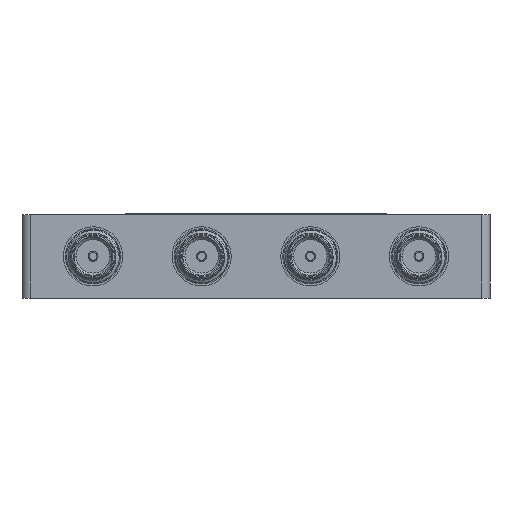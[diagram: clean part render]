
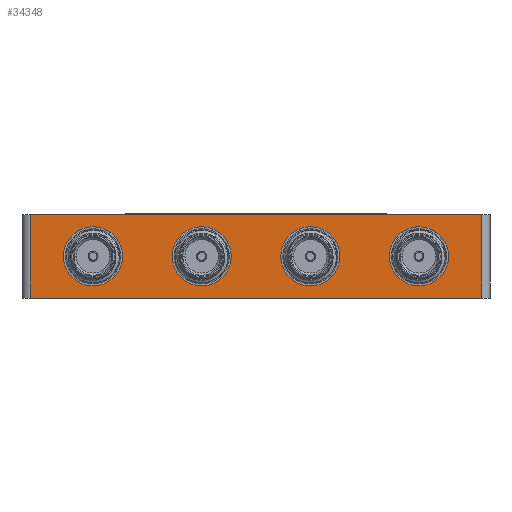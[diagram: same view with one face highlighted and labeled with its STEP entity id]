
A CAD part, front view. The second image highlights one B-rep face of the part: STEP entity #34348.
In plain terms, the highlighted planar face has unit normal (0, -1, 0).
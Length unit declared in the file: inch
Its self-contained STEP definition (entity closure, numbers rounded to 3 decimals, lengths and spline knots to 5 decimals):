
#64 = CARTESIAN_POINT ( 'NONE',  ( -0.39515, -1.9685, 0. ) ) ;
#862 = CIRCLE ( 'NONE', #12317, 0.13924 ) ;
#1013 = CARTESIAN_POINT ( 'NONE',  ( -1.10236, -1.9685, 0.19685 ) ) ;
#1589 = CIRCLE ( 'NONE', #27390, 0.13924 ) ;
#1906 = VERTEX_POINT ( 'NONE', #27793 ) ;
#1922 = EDGE_CURVE ( 'NONE', #11896, #1906, #8728, .T. ) ;
#2346 = VERTEX_POINT ( 'NONE', #16056 ) ;
#2596 = CARTESIAN_POINT ( 'NONE',  ( -1.10236, -1.9685, -0.19685 ) ) ;
#3220 = EDGE_LOOP ( 'NONE', ( #10516, #30918 ) ) ;
#3642 = EDGE_CURVE ( 'NONE', #1906, #11896, #7355, .T. ) ;
#3836 = EDGE_CURVE ( 'NONE', #25989, #5381, #40440, .T. ) ;
#4897 = VERTEX_POINT ( 'NONE', #43572 ) ;
#4907 = CARTESIAN_POINT ( 'NONE',  ( -1.06236, -1.9685, 0.19685 ) ) ;
#5381 = VERTEX_POINT ( 'NONE', #17497 ) ;
#5445 = DIRECTION ( 'NONE',  ( 1., 0., 0. ) ) ;
#5695 = DIRECTION ( 'NONE',  ( 0., -1., 0. ) ) ;
#6244 = AXIS2_PLACEMENT_3D ( 'NONE', #10908, #28378, #17414 ) ;
#6812 = DIRECTION ( 'NONE',  ( 0., 0., -1. ) ) ;
#6839 = CARTESIAN_POINT ( 'NONE',  ( -0.25591, -1.9685, 0. ) ) ;
#7355 = CIRCLE ( 'NONE', #15211, 0.13924 ) ;
#8008 = DIRECTION ( 'NONE',  ( 0., -1., 0. ) ) ;
#8182 = EDGE_LOOP ( 'NONE', ( #15676, #24501, #39991, #42416 ) ) ;
#8371 = EDGE_CURVE ( 'NONE', #10137, #32162, #31417, .T. ) ;
#8728 = CIRCLE ( 'NONE', #11609, 0.13924 ) ;
#8846 = DIRECTION ( 'NONE',  ( 1., 0., 0. ) ) ;
#9298 = CARTESIAN_POINT ( 'NONE',  ( -1.06236, -1.9685, 0.19685 ) ) ;
#9723 = DIRECTION ( 'NONE',  ( 0., -1., 0. ) ) ;
#9960 = LINE ( 'NONE', #9298, #20256 ) ;
#10137 = VERTEX_POINT ( 'NONE', #64 ) ;
#10516 = ORIENTED_EDGE ( 'NONE', *, *, #1922, .F. ) ;
#10535 = DIRECTION ( 'NONE',  ( 1., 0., 0. ) ) ;
#10908 = CARTESIAN_POINT ( 'NONE',  ( 0.25591, -1.9685, 0. ) ) ;
#11609 = AXIS2_PLACEMENT_3D ( 'NONE', #17248, #41234, #23980 ) ;
#11896 = VERTEX_POINT ( 'NONE', #31971 ) ;
#12317 = AXIS2_PLACEMENT_3D ( 'NONE', #40416, #9723, #10535 ) ;
#12373 = VECTOR ( 'NONE', #37082, 39.37008 ) ;
#13098 = LINE ( 'NONE', #36620, #38737 ) ;
#13106 = CARTESIAN_POINT ( 'NONE',  ( -0.90696, -1.9685, 0. ) ) ;
#14720 = DIRECTION ( 'NONE',  ( 1., 0., 0. ) ) ;
#14847 = EDGE_CURVE ( 'NONE', #24891, #5381, #13098, .T. ) ;
#14861 = CARTESIAN_POINT ( 'NONE',  ( -0.76772, -1.9685, 0. ) ) ;
#14888 = PLANE ( 'NONE',  #19923 ) ;
#15211 = AXIS2_PLACEMENT_3D ( 'NONE', #19134, #5695, #8846 ) ;
#15676 = ORIENTED_EDGE ( 'NONE', *, *, #16896, .T. ) ;
#16056 = CARTESIAN_POINT ( 'NONE',  ( -0.62848, -1.9685, 0. ) ) ;
#16479 = VERTEX_POINT ( 'NONE', #41771 ) ;
#16846 = EDGE_LOOP ( 'NONE', ( #44089, #24961 ) ) ;
#16896 = EDGE_CURVE ( 'NONE', #25025, #25989, #36889, .T. ) ;
#17248 = CARTESIAN_POINT ( 'NONE',  ( 0.76772, -1.9685, 0. ) ) ;
#17294 = EDGE_CURVE ( 'NONE', #2346, #23078, #862, .T. ) ;
#17414 = DIRECTION ( 'NONE',  ( 1., 0., 0. ) ) ;
#17497 = CARTESIAN_POINT ( 'NONE',  ( 1.06236, -1.9685, 0.19685 ) ) ;
#18398 = CIRCLE ( 'NONE', #40616, 0.13924 ) ;
#18541 = AXIS2_PLACEMENT_3D ( 'NONE', #6839, #20499, #34159 ) ;
#19134 = CARTESIAN_POINT ( 'NONE',  ( 0.76772, -1.9685, 0. ) ) ;
#19606 = ORIENTED_EDGE ( 'NONE', *, *, #26192, .F. ) ;
#19608 = CARTESIAN_POINT ( 'NONE',  ( -0.11666, -1.9685, 0. ) ) ;
#19923 = AXIS2_PLACEMENT_3D ( 'NONE', #1013, #20956, #28564 ) ;
#20256 = VECTOR ( 'NONE', #6812, 39.37008 ) ;
#20499 = DIRECTION ( 'NONE',  ( 0., -1., 0. ) ) ;
#20956 = DIRECTION ( 'NONE',  ( 0., 1., 0. ) ) ;
#21269 = EDGE_CURVE ( 'NONE', #4897, #16479, #1589, .T. ) ;
#22208 = CARTESIAN_POINT ( 'NONE',  ( 1.06236, -1.9685, -0.19685 ) ) ;
#22494 = EDGE_CURVE ( 'NONE', #24891, #25025, #9960, .T. ) ;
#22791 = ORIENTED_EDGE ( 'NONE', *, *, #8371, .F. ) ;
#23078 = VERTEX_POINT ( 'NONE', #13106 ) ;
#23351 = CIRCLE ( 'NONE', #36956, 0.13924 ) ;
#23406 = CARTESIAN_POINT ( 'NONE',  ( 1.06236, -1.9685, 0.19685 ) ) ;
#23730 = DIRECTION ( 'NONE',  ( 1., 0., 0. ) ) ;
#23980 = DIRECTION ( 'NONE',  ( 1., 0., 0. ) ) ;
#24501 = ORIENTED_EDGE ( 'NONE', *, *, #3836, .T. ) ;
#24891 = VERTEX_POINT ( 'NONE', #4907 ) ;
#24961 = ORIENTED_EDGE ( 'NONE', *, *, #28523, .F. ) ;
#25025 = VERTEX_POINT ( 'NONE', #44112 ) ;
#25198 = FACE_BOUND ( 'NONE', #3220, .T. ) ;
#25989 = VERTEX_POINT ( 'NONE', #22208 ) ;
#26192 = EDGE_CURVE ( 'NONE', #32162, #10137, #23351, .T. ) ;
#27390 = AXIS2_PLACEMENT_3D ( 'NONE', #39588, #8008, #14720 ) ;
#27793 = CARTESIAN_POINT ( 'NONE',  ( 0.62848, -1.9685, 0. ) ) ;
#27911 = FACE_OUTER_BOUND ( 'NONE', #8182, .T. ) ;
#28378 = DIRECTION ( 'NONE',  ( 0., -1., 0. ) ) ;
#28523 = EDGE_CURVE ( 'NONE', #16479, #4897, #41978, .T. ) ;
#28564 = DIRECTION ( 'NONE',  ( 1., 0., 0. ) ) ;
#28914 = EDGE_CURVE ( 'NONE', #23078, #2346, #18398, .T. ) ;
#29891 = DIRECTION ( 'NONE',  ( 1., 0., 0. ) ) ;
#30619 = FACE_BOUND ( 'NONE', #33242, .T. ) ;
#30918 = ORIENTED_EDGE ( 'NONE', *, *, #3642, .F. ) ;
#31044 = FACE_BOUND ( 'NONE', #16846, .T. ) ;
#31417 = CIRCLE ( 'NONE', #18541, 0.13924 ) ;
#31883 = DIRECTION ( 'NONE',  ( 0., -1., 0. ) ) ;
#31971 = CARTESIAN_POINT ( 'NONE',  ( 0.90696, -1.9685, 0. ) ) ;
#32162 = VERTEX_POINT ( 'NONE', #19608 ) ;
#32744 = CARTESIAN_POINT ( 'NONE',  ( -0.25591, -1.9685, 0. ) ) ;
#33072 = VECTOR ( 'NONE', #37325, 39.37008 ) ;
#33242 = EDGE_LOOP ( 'NONE', ( #19606, #22791 ) ) ;
#33641 = EDGE_LOOP ( 'NONE', ( #38853, #43138 ) ) ;
#34159 = DIRECTION ( 'NONE',  ( 1., 0., 0. ) ) ;
#34348 = ADVANCED_FACE ( 'NONE', ( #31044, #30619, #40271, #25198, #27911 ), #14888, .F. ) ;
#36620 = CARTESIAN_POINT ( 'NONE',  ( -1.10236, -1.9685, 0.19685 ) ) ;
#36889 = LINE ( 'NONE', #2596, #33072 ) ;
#36956 = AXIS2_PLACEMENT_3D ( 'NONE', #32744, #43056, #23730 ) ;
#37082 = DIRECTION ( 'NONE',  ( 0., 0., 1. ) ) ;
#37325 = DIRECTION ( 'NONE',  ( 1., 0., 0. ) ) ;
#38737 = VECTOR ( 'NONE', #29891, 39.37008 ) ;
#38853 = ORIENTED_EDGE ( 'NONE', *, *, #17294, .F. ) ;
#39588 = CARTESIAN_POINT ( 'NONE',  ( 0.25591, -1.9685, 0. ) ) ;
#39991 = ORIENTED_EDGE ( 'NONE', *, *, #14847, .F. ) ;
#40271 = FACE_BOUND ( 'NONE', #33641, .T. ) ;
#40416 = CARTESIAN_POINT ( 'NONE',  ( -0.76772, -1.9685, 0. ) ) ;
#40440 = LINE ( 'NONE', #23406, #12373 ) ;
#40616 = AXIS2_PLACEMENT_3D ( 'NONE', #14861, #31883, #5445 ) ;
#41234 = DIRECTION ( 'NONE',  ( 0., -1., 0. ) ) ;
#41771 = CARTESIAN_POINT ( 'NONE',  ( 0.11666, -1.9685, 0. ) ) ;
#41978 = CIRCLE ( 'NONE', #6244, 0.13924 ) ;
#42416 = ORIENTED_EDGE ( 'NONE', *, *, #22494, .T. ) ;
#43056 = DIRECTION ( 'NONE',  ( 0., -1., 0. ) ) ;
#43138 = ORIENTED_EDGE ( 'NONE', *, *, #28914, .F. ) ;
#43572 = CARTESIAN_POINT ( 'NONE',  ( 0.39515, -1.9685, 0. ) ) ;
#44089 = ORIENTED_EDGE ( 'NONE', *, *, #21269, .F. ) ;
#44112 = CARTESIAN_POINT ( 'NONE',  ( -1.06236, -1.9685, -0.19685 ) ) ;
